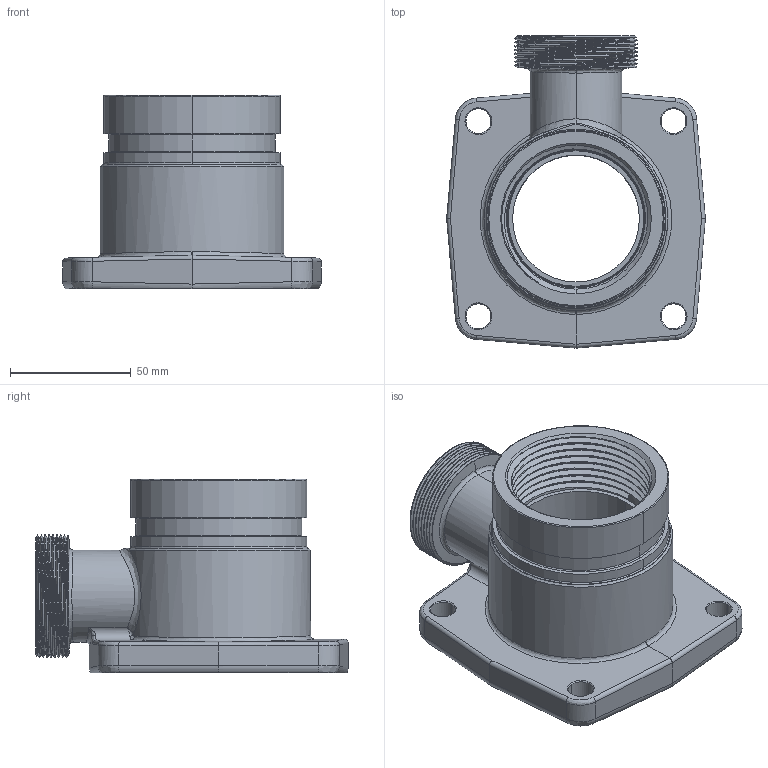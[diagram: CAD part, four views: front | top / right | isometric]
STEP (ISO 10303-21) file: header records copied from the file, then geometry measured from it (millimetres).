
FILE_DESCRIPTION((''),'2;1');
FILE_NAME('C40308','2016-08-26T',('jhabe'),(''),'CREO PARAMETRIC BY PTC INC, 2015290','CREO PARAMETRIC BY PTC INC, 2015290','');
FILE_SCHEMA(('CONFIG_CONTROL_DESIGN'));
Length unit declared in the file: inch
Products named in the file (1): C40308
Bounding box: 107.16 x 129.23 x 80.16 mm (x, y, z)
Volume: 259408.9 mm3; surface area: 65104.8 mm2
Topology: 1 solids, 1 shells, 176 faces, 423 edges, 252 vertices
Faces by surface type: cylinder 61, bspline 54, cone 33, plane 18, torus 8, extrusion 2
Entity records: 12935 total; most frequent: CARTESIAN_POINT 9307, ORIENTED_EDGE 842, DIRECTION 572, EDGE_CURVE 421, VERTEX_POINT 252, AXIS2_PLACEMENT_3D 216, EDGE_LOOP 193, B_SPLINE_CURVE_WITH_KNOTS 189
